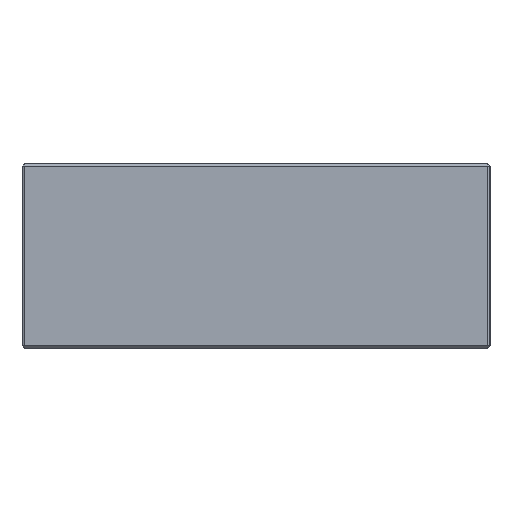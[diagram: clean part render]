
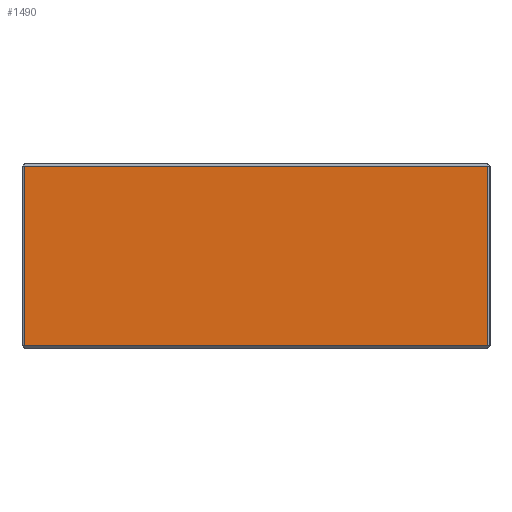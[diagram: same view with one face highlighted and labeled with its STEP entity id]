
A CAD part, left-side view. The second image highlights one B-rep face of the part: STEP entity #1490.
In plain terms, the highlighted planar face has unit normal (-1, 0, 0).
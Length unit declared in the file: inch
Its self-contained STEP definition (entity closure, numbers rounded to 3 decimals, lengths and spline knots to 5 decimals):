
#162=FACE_OUTER_BOUND('',#260,.T.);
#260=EDGE_LOOP('',(#1043,#1044,#1045,#1046));
#370=LINE('',#2294,#517);
#375=LINE('',#2312,#522);
#377=LINE('',#2318,#524);
#378=LINE('',#2319,#525);
#517=VECTOR('',#1798,0.3937);
#522=VECTOR('',#1823,0.3937);
#524=VECTOR('',#1829,0.3937);
#525=VECTOR('',#1830,0.3937);
#666=VERTEX_POINT('',#2288);
#668=VERTEX_POINT('',#2292);
#671=VERTEX_POINT('',#2311);
#673=VERTEX_POINT('',#2317);
#802=EDGE_CURVE('',#668,#666,#370,.T.);
#811=EDGE_CURVE('',#666,#671,#375,.T.);
#814=EDGE_CURVE('',#673,#668,#377,.T.);
#815=EDGE_CURVE('',#671,#673,#378,.T.);
#1043=ORIENTED_EDGE('',*,*,#802,.F.);
#1044=ORIENTED_EDGE('',*,*,#814,.F.);
#1045=ORIENTED_EDGE('',*,*,#815,.F.);
#1046=ORIENTED_EDGE('',*,*,#811,.F.);
#1445=PLANE('',#1612);
#1490=ADVANCED_FACE('',(#162),#1445,.T.);
#1612=AXIS2_PLACEMENT_3D('',#2316,#1827,#1828);
#1798=DIRECTION('',(0.,1.,0.));
#1823=DIRECTION('',(0.,0.,1.));
#1827=DIRECTION('center_axis',(-1.,0.,0.));
#1828=DIRECTION('ref_axis',(0.,1.,0.));
#1829=DIRECTION('',(0.,0.,-1.));
#1830=DIRECTION('',(0.,-1.,0.));
#2288=CARTESIAN_POINT('',(0.,-0.01,-0.74));
#2292=CARTESIAN_POINT('',(0.,-1.89,-0.74));
#2294=CARTESIAN_POINT('',(0.,-1.425,-0.74));
#2311=CARTESIAN_POINT('',(0.,-0.01,-0.01));
#2312=CARTESIAN_POINT('',(0.,-0.01,0.));
#2316=CARTESIAN_POINT('Origin',(0.,-1.9,0.));
#2317=CARTESIAN_POINT('',(0.,-1.89,-0.01));
#2318=CARTESIAN_POINT('',(0.,-1.89,0.));
#2319=CARTESIAN_POINT('',(0.,-1.425,-0.01));
